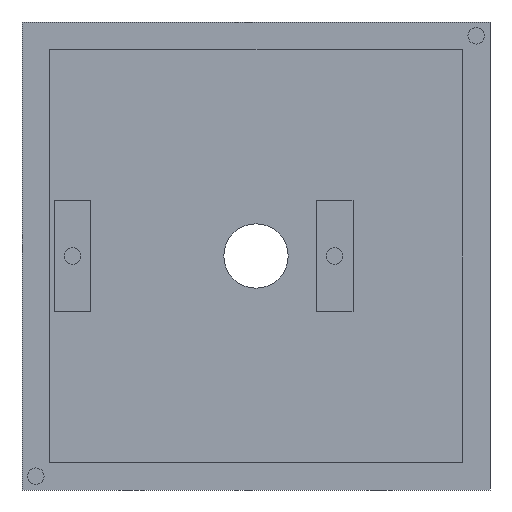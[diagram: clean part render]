
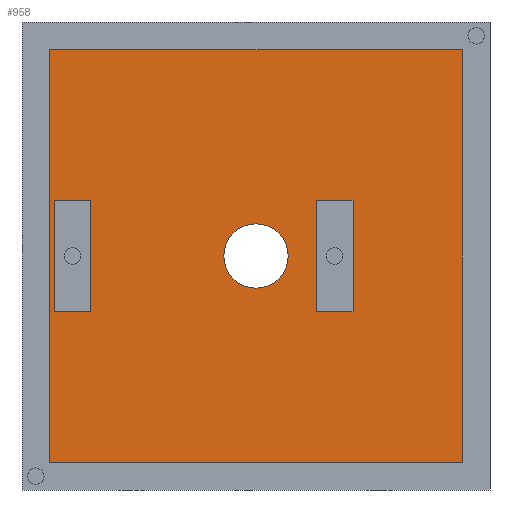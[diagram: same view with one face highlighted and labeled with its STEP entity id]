
A CAD part, front view. The second image highlights one B-rep face of the part: STEP entity #958.
In plain terms, the highlighted planar face has unit normal (0, -1, 0).
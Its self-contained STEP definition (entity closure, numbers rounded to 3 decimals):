
#700 = VERTEX_POINT('',#701);
#701 = CARTESIAN_POINT('',(-22.45,13.275,47.9));
#709 = VERTEX_POINT('',#710);
#710 = CARTESIAN_POINT('',(22.45,13.275,47.9));
#716 = EDGE_CURVE('',#700,#709,#717,.T.);
#717 = LINE('',#718,#719);
#718 = CARTESIAN_POINT('',(-22.45,13.275,47.9));
#719 = VECTOR('',#720,1.);
#720 = DIRECTION('',(1.,0.,0.));
#733 = VERTEX_POINT('',#734);
#734 = CARTESIAN_POINT('',(-22.45,13.275,3.));
#740 = EDGE_CURVE('',#733,#700,#741,.T.);
#741 = LINE('',#742,#743);
#742 = CARTESIAN_POINT('',(-22.45,13.275,0.));
#743 = VECTOR('',#744,1.);
#744 = DIRECTION('',(0.,0.,1.));
#757 = VERTEX_POINT('',#758);
#758 = CARTESIAN_POINT('',(22.45,13.275,3.));
#764 = EDGE_CURVE('',#709,#757,#765,.T.);
#765 = LINE('',#766,#767);
#766 = CARTESIAN_POINT('',(22.45,13.275,50.9));
#767 = VECTOR('',#768,1.);
#768 = DIRECTION('',(0.,0.,-1.));
#780 = EDGE_CURVE('',#757,#733,#781,.T.);
#781 = LINE('',#782,#783);
#782 = CARTESIAN_POINT('',(22.45,13.275,3.));
#783 = VECTOR('',#784,1.);
#784 = DIRECTION('',(-1.,0.,0.));
#958 = ADVANCED_FACE('',(#959,#965,#999,#1010),#1044,.F.);
#959 = FACE_BOUND('',#960,.F.);
#960 = EDGE_LOOP('',(#961,#962,#963,#964));
#961 = ORIENTED_EDGE('',*,*,#764,.T.);
#962 = ORIENTED_EDGE('',*,*,#780,.T.);
#963 = ORIENTED_EDGE('',*,*,#740,.T.);
#964 = ORIENTED_EDGE('',*,*,#716,.T.);
#965 = FACE_BOUND('',#966,.F.);
#966 = EDGE_LOOP('',(#967,#977,#985,#993));
#967 = ORIENTED_EDGE('',*,*,#968,.T.);
#968 = EDGE_CURVE('',#969,#971,#973,.T.);
#969 = VERTEX_POINT('',#970);
#970 = CARTESIAN_POINT('',(-21.95,13.275,19.4));
#971 = VERTEX_POINT('',#972);
#972 = CARTESIAN_POINT('',(-17.95,13.275,19.4));
#973 = LINE('',#974,#975);
#974 = CARTESIAN_POINT('',(-21.95,13.275,19.4));
#975 = VECTOR('',#976,1.);
#976 = DIRECTION('',(1.,0.,0.));
#977 = ORIENTED_EDGE('',*,*,#978,.T.);
#978 = EDGE_CURVE('',#971,#979,#981,.T.);
#979 = VERTEX_POINT('',#980);
#980 = CARTESIAN_POINT('',(-17.95,13.275,31.5));
#981 = LINE('',#982,#983);
#982 = CARTESIAN_POINT('',(-17.95,13.275,19.4));
#983 = VECTOR('',#984,1.);
#984 = DIRECTION('',(0.,0.,1.));
#985 = ORIENTED_EDGE('',*,*,#986,.T.);
#986 = EDGE_CURVE('',#979,#987,#989,.T.);
#987 = VERTEX_POINT('',#988);
#988 = CARTESIAN_POINT('',(-21.95,13.275,31.5));
#989 = LINE('',#990,#991);
#990 = CARTESIAN_POINT('',(-17.95,13.275,31.5));
#991 = VECTOR('',#992,1.);
#992 = DIRECTION('',(-1.,0.,0.));
#993 = ORIENTED_EDGE('',*,*,#994,.T.);
#994 = EDGE_CURVE('',#987,#969,#995,.T.);
#995 = LINE('',#996,#997);
#996 = CARTESIAN_POINT('',(-21.95,13.275,31.5));
#997 = VECTOR('',#998,1.);
#998 = DIRECTION('',(0.,0.,-1.));
#999 = FACE_BOUND('',#1000,.F.);
#1000 = EDGE_LOOP('',(#1001));
#1001 = ORIENTED_EDGE('',*,*,#1002,.T.);
#1002 = EDGE_CURVE('',#1003,#1003,#1005,.T.);
#1003 = VERTEX_POINT('',#1004);
#1004 = CARTESIAN_POINT('',(3.5,13.275,25.45));
#1005 = CIRCLE('',#1006,3.5);
#1006 = AXIS2_PLACEMENT_3D('',#1007,#1008,#1009);
#1007 = CARTESIAN_POINT('',(0.,13.275,25.45));
#1008 = DIRECTION('',(0.,-1.,0.));
#1009 = DIRECTION('',(1.,0.,0.));
#1010 = FACE_BOUND('',#1011,.F.);
#1011 = EDGE_LOOP('',(#1012,#1022,#1030,#1038));
#1012 = ORIENTED_EDGE('',*,*,#1013,.T.);
#1013 = EDGE_CURVE('',#1014,#1016,#1018,.T.);
#1014 = VERTEX_POINT('',#1015);
#1015 = CARTESIAN_POINT('',(6.55,13.275,31.5));
#1016 = VERTEX_POINT('',#1017);
#1017 = CARTESIAN_POINT('',(6.55,13.275,19.4));
#1018 = LINE('',#1019,#1020);
#1019 = CARTESIAN_POINT('',(6.55,13.275,31.5));
#1020 = VECTOR('',#1021,1.);
#1021 = DIRECTION('',(0.,0.,-1.));
#1022 = ORIENTED_EDGE('',*,*,#1023,.T.);
#1023 = EDGE_CURVE('',#1016,#1024,#1026,.T.);
#1024 = VERTEX_POINT('',#1025);
#1025 = CARTESIAN_POINT('',(10.55,13.275,19.4));
#1026 = LINE('',#1027,#1028);
#1027 = CARTESIAN_POINT('',(6.55,13.275,19.4));
#1028 = VECTOR('',#1029,1.);
#1029 = DIRECTION('',(1.,0.,0.));
#1030 = ORIENTED_EDGE('',*,*,#1031,.T.);
#1031 = EDGE_CURVE('',#1024,#1032,#1034,.T.);
#1032 = VERTEX_POINT('',#1033);
#1033 = CARTESIAN_POINT('',(10.55,13.275,31.5));
#1034 = LINE('',#1035,#1036);
#1035 = CARTESIAN_POINT('',(10.55,13.275,19.4));
#1036 = VECTOR('',#1037,1.);
#1037 = DIRECTION('',(0.,0.,1.));
#1038 = ORIENTED_EDGE('',*,*,#1039,.T.);
#1039 = EDGE_CURVE('',#1032,#1014,#1040,.T.);
#1040 = LINE('',#1041,#1042);
#1041 = CARTESIAN_POINT('',(10.55,13.275,31.5));
#1042 = VECTOR('',#1043,1.);
#1043 = DIRECTION('',(-1.,0.,0.));
#1044 = PLANE('',#1045);
#1045 = AXIS2_PLACEMENT_3D('',#1046,#1047,#1048);
#1046 = CARTESIAN_POINT('',(0.,13.275,25.45));
#1047 = DIRECTION('',(0.,1.,0.));
#1048 = DIRECTION('',(0.,0.,1.));
